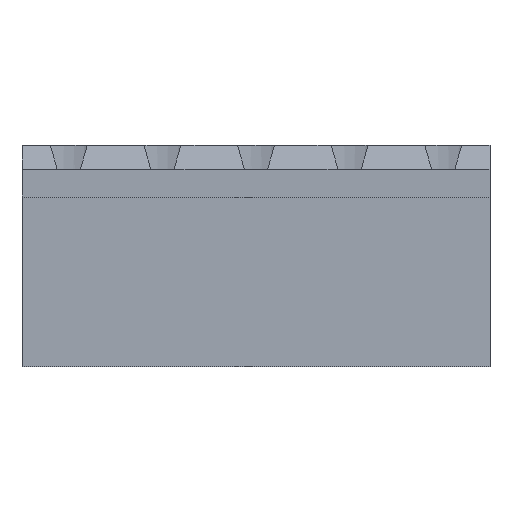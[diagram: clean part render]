
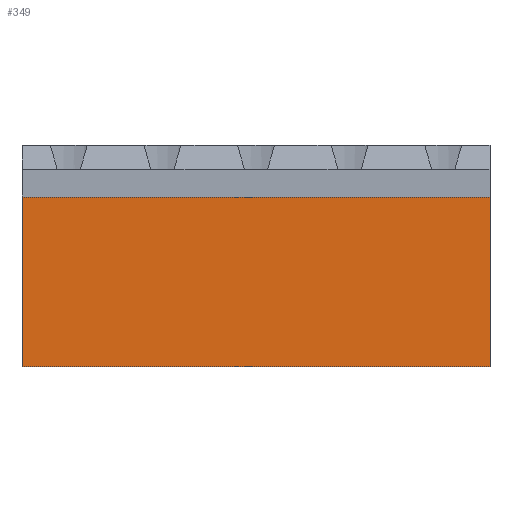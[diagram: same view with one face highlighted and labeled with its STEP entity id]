
A CAD part, front view. The second image highlights one B-rep face of the part: STEP entity #349.
In plain terms, the highlighted planar face has unit normal (0, -1, 0).
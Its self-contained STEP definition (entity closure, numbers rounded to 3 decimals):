
#349 = ADVANCED_FACE( '', ( #819 ), #820, .T. );
#819 = FACE_OUTER_BOUND( '', #1444, .T. );
#820 = PLANE( '', #1445 );
#1444 = EDGE_LOOP( '', ( #2240, #2241, #2242, #2243 ) );
#1445 = AXIS2_PLACEMENT_3D( '', #2244, #2245, #2246 );
#2240 = ORIENTED_EDGE( '', *, *, #4037, .F. );
#2241 = ORIENTED_EDGE( '', *, *, #4038, .F. );
#2242 = ORIENTED_EDGE( '', *, *, #4039, .F. );
#2243 = ORIENTED_EDGE( '', *, *, #4040, .T. );
#2244 = CARTESIAN_POINT( '', ( 13.7, -4.05, -6. ) );
#2245 = DIRECTION( '', ( 0., -1., 0. ) );
#2246 = DIRECTION( '', ( 0., 0., -1. ) );
#4037 = EDGE_CURVE( '', #4922, #4923, #4924, .T. );
#4038 = EDGE_CURVE( '', #4925, #4922, #4926, .T. );
#4039 = EDGE_CURVE( '', #4927, #4925, #4928, .T. );
#4040 = EDGE_CURVE( '', #4927, #4923, #4929, .T. );
#4922 = VERTEX_POINT( '', #6168 );
#4923 = VERTEX_POINT( '', #6169 );
#4924 = LINE( '', #6170, #6171 );
#4925 = VERTEX_POINT( '', #6172 );
#4926 = LINE( '', #6173, #6174 );
#4927 = VERTEX_POINT( '', #6175 );
#4928 = LINE( '', #6176, #6177 );
#4929 = LINE( '', #6178, #6179 );
#6168 = CARTESIAN_POINT( '', ( -12.7, -4.05, -6. ) );
#6169 = CARTESIAN_POINT( '', ( -12.7, -4.05, 3.2 ) );
#6170 = CARTESIAN_POINT( '', ( -12.7, -4.05, -6. ) );
#6171 = VECTOR( '', #7499, 1000. );
#6172 = CARTESIAN_POINT( '', ( 12.7, -4.05, -6. ) );
#6173 = CARTESIAN_POINT( '', ( 13.7, -4.05, -6. ) );
#6174 = VECTOR( '', #7500, 1000. );
#6175 = CARTESIAN_POINT( '', ( 12.7, -4.05, 3.2 ) );
#6176 = CARTESIAN_POINT( '', ( 12.7, -4.05, -6. ) );
#6177 = VECTOR( '', #7501, 1000. );
#6178 = CARTESIAN_POINT( '', ( 13.7, -4.05, 3.2 ) );
#6179 = VECTOR( '', #7502, 1000. );
#7499 = DIRECTION( '', ( 0., 0., 1. ) );
#7500 = DIRECTION( '', ( -1., 0., 0. ) );
#7501 = DIRECTION( '', ( 0., 0., -1. ) );
#7502 = DIRECTION( '', ( -1., 0., 0. ) );
